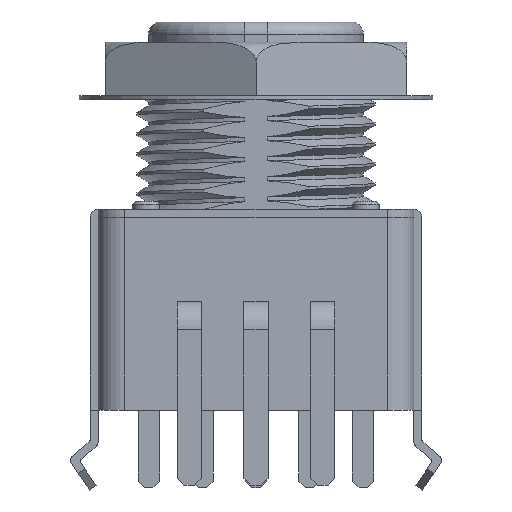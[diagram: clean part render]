
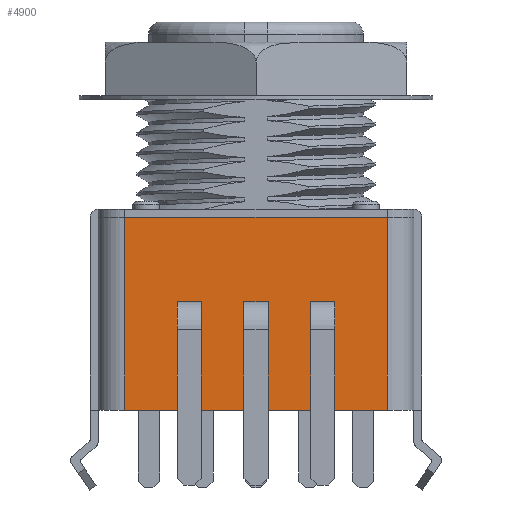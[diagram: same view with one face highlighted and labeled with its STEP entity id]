
A CAD part, front view. The second image highlights one B-rep face of the part: STEP entity #4900.
In plain terms, the highlighted planar face has unit normal (0, -1, 0).
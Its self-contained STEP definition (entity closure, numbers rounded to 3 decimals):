
#593=FACE_OUTER_BOUND('',#882,.T.);
#882=EDGE_LOOP('',(#3706,#3707,#3708,#3709));
#1268=LINE('',#7362,#1728);
#1269=LINE('',#7366,#1729);
#1270=LINE('',#7369,#1730);
#1271=LINE('',#7370,#1731);
#1728=VECTOR('',#6035,10.);
#1729=VECTOR('',#6040,10.);
#1730=VECTOR('',#6043,10.);
#1731=VECTOR('',#6044,10.);
#2160=VERTEX_POINT('',#7356);
#2162=VERTEX_POINT('',#7360);
#2163=VERTEX_POINT('',#7364);
#2164=VERTEX_POINT('',#7368);
#2730=EDGE_CURVE('',#2162,#2160,#1268,.T.);
#2732=EDGE_CURVE('',#2160,#2163,#1269,.T.);
#2733=EDGE_CURVE('',#2164,#2163,#1270,.T.);
#2734=EDGE_CURVE('',#2164,#2162,#1271,.T.);
#3706=ORIENTED_EDGE('',*,*,#2733,.T.);
#3707=ORIENTED_EDGE('',*,*,#2732,.F.);
#3708=ORIENTED_EDGE('',*,*,#2730,.F.);
#3709=ORIENTED_EDGE('',*,*,#2734,.F.);
#4721=PLANE('',#5319);
#4900=ADVANCED_FACE('',(#593),#4721,.T.);
#5319=AXIS2_PLACEMENT_3D('',#7367,#6041,#6042);
#6035=DIRECTION('',(-1.,0.,0.));
#6040=DIRECTION('',(0.,0.,1.));
#6041=DIRECTION('center_axis',(0.,-1.,0.));
#6042=DIRECTION('ref_axis',(1.,0.,0.));
#6043=DIRECTION('',(-1.,0.,0.));
#6044=DIRECTION('',(0.,0.,-1.));
#7356=CARTESIAN_POINT('',(-4.9,-6.6,0.));
#7360=CARTESIAN_POINT('',(4.9,-6.6,0.));
#7362=CARTESIAN_POINT('',(6.2,-6.6,0.));
#7364=CARTESIAN_POINT('',(-4.9,-6.6,7.2));
#7366=CARTESIAN_POINT('',(-4.9,-6.6,0.));
#7367=CARTESIAN_POINT('Origin',(-5.9,-6.6,0.));
#7368=CARTESIAN_POINT('',(4.9,-6.6,7.2));
#7369=CARTESIAN_POINT('',(-2.95,-6.6,7.2));
#7370=CARTESIAN_POINT('',(4.9,-6.6,0.));
